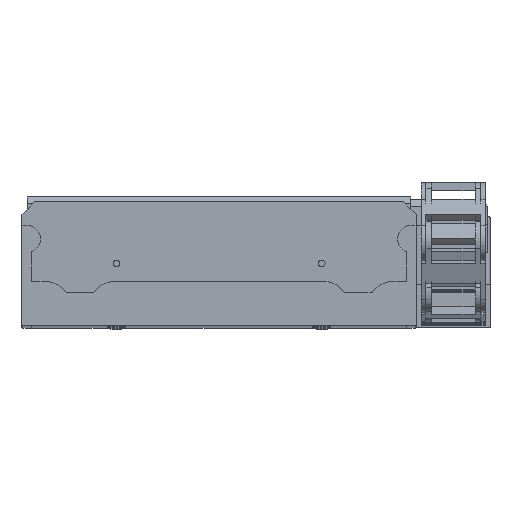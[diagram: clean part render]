
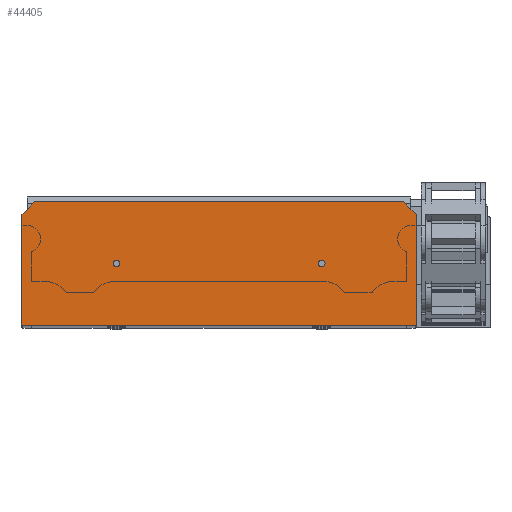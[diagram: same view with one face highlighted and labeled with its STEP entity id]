
A CAD part, top view. The second image highlights one B-rep face of the part: STEP entity #44405.
In plain terms, the highlighted planar face has unit normal (0, 0, 1).
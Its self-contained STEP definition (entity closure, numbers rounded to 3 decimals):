
#41 = CARTESIAN_POINT ( 'NONE',  ( -72., 40.8, 358.95 ) ) ;
#87 = DIRECTION ( 'NONE',  ( 0., 0., 1. ) ) ;
#543 = ORIENTED_EDGE ( 'NONE', *, *, #35730, .T. ) ;
#614 = DIRECTION ( 'NONE',  ( 1., 0., 0. ) ) ;
#2879 = FACE_BOUND ( 'NONE', #25661, .T. ) ;
#3131 = EDGE_CURVE ( 'NONE', #8754, #35757, #18675, .T. ) ;
#3503 = EDGE_LOOP ( 'NONE', ( #44831, #39041 ) ) ;
#5762 = ORIENTED_EDGE ( 'NONE', *, *, #7488, .F. ) ;
#5965 = EDGE_CURVE ( 'NONE', #15696, #9551, #42018, .T. ) ;
#6176 = VECTOR ( 'NONE', #614, 1000. ) ;
#6415 = VECTOR ( 'NONE', #29424, 1000. ) ;
#7157 = LINE ( 'NONE', #28950, #6415 ) ;
#7201 = ORIENTED_EDGE ( 'NONE', *, *, #47776, .T. ) ;
#7488 = EDGE_CURVE ( 'NONE', #10540, #15043, #15684, .T. ) ;
#7500 = CARTESIAN_POINT ( 'NONE',  ( -72., 0.3, 358.95 ) ) ;
#8034 = AXIS2_PLACEMENT_3D ( 'NONE', #35929, #36890, #9980 ) ;
#8754 = VERTEX_POINT ( 'NONE', #40321 ) ;
#9166 = EDGE_LOOP ( 'NONE', ( #543, #41745, #7201, #12823, #10871, #27168 ) ) ;
#9551 = VERTEX_POINT ( 'NONE', #33520 ) ;
#9980 = DIRECTION ( 'NONE',  ( 1., 0., 0. ) ) ;
#10540 = VERTEX_POINT ( 'NONE', #24650 ) ;
#10871 = ORIENTED_EDGE ( 'NONE', *, *, #29606, .T. ) ;
#11205 = VERTEX_POINT ( 'NONE', #47747 ) ;
#11296 = CARTESIAN_POINT ( 'NONE',  ( 37.5, 22.8, 358.95 ) ) ;
#11550 = DIRECTION ( 'NONE',  ( 0., -1., 0. ) ) ;
#12081 = CARTESIAN_POINT ( 'NONE',  ( 72., 0.3, 358.95 ) ) ;
#12233 = LINE ( 'NONE', #45488, #45643 ) ;
#12823 = ORIENTED_EDGE ( 'NONE', *, *, #3131, .T. ) ;
#13721 = LINE ( 'NONE', #43075, #47124 ) ;
#14838 = LINE ( 'NONE', #7500, #6176 ) ;
#15043 = VERTEX_POINT ( 'NONE', #34618 ) ;
#15234 = LINE ( 'NONE', #19170, #47442 ) ;
#15684 = CIRCLE ( 'NONE', #45338, 1.25 ) ;
#15696 = VERTEX_POINT ( 'NONE', #37628 ) ;
#16765 = EDGE_CURVE ( 'NONE', #11205, #19590, #13721, .T. ) ;
#17141 = CARTESIAN_POINT ( 'NONE',  ( -37.5, 22.8, 358.95 ) ) ;
#18675 = LINE ( 'NONE', #41, #33727 ) ;
#19170 = CARTESIAN_POINT ( 'NONE',  ( -72., 40.8, 358.95 ) ) ;
#19590 = VERTEX_POINT ( 'NONE', #36473 ) ;
#20961 = AXIS2_PLACEMENT_3D ( 'NONE', #28683, #43572, #38794 ) ;
#21022 = PLANE ( 'NONE',  #8034 ) ;
#21293 = CIRCLE ( 'NONE', #27541, 1.25 ) ;
#21875 = DIRECTION ( 'NONE',  ( 1., 0., 0. ) ) ;
#22001 = FACE_OUTER_BOUND ( 'NONE', #9166, .T. ) ;
#23894 = VERTEX_POINT ( 'NONE', #24386 ) ;
#24386 = CARTESIAN_POINT ( 'NONE',  ( -72., 0.3, 358.95 ) ) ;
#24650 = CARTESIAN_POINT ( 'NONE',  ( 36.25, 22.8, 358.95 ) ) ;
#24756 = DIRECTION ( 'NONE',  ( 1., 0., 0. ) ) ;
#24943 = FACE_BOUND ( 'NONE', #3503, .T. ) ;
#25509 = VERTEX_POINT ( 'NONE', #12081 ) ;
#25661 = EDGE_LOOP ( 'NONE', ( #35862, #5762 ) ) ;
#25979 = EDGE_CURVE ( 'NONE', #9551, #15696, #31370, .T. ) ;
#26025 = CARTESIAN_POINT ( 'NONE',  ( -72., 40.8, 358.95 ) ) ;
#26080 = CARTESIAN_POINT ( 'NONE',  ( 37.5, 22.8, 358.95 ) ) ;
#27168 = ORIENTED_EDGE ( 'NONE', *, *, #40927, .T. ) ;
#27541 = AXIS2_PLACEMENT_3D ( 'NONE', #11296, #47496, #21875 ) ;
#28683 = CARTESIAN_POINT ( 'NONE',  ( -37.5, 22.8, 358.95 ) ) ;
#28950 = CARTESIAN_POINT ( 'NONE',  ( 72., 40.8, 358.95 ) ) ;
#29424 = DIRECTION ( 'NONE',  ( 0., 1., 0. ) ) ;
#29606 = EDGE_CURVE ( 'NONE', #35757, #23894, #15234, .T. ) ;
#31370 = CIRCLE ( 'NONE', #37629, 1.25 ) ;
#33520 = CARTESIAN_POINT ( 'NONE',  ( -36.25, 22.8, 358.95 ) ) ;
#33727 = VECTOR ( 'NONE', #40686, 1000. ) ;
#34618 = CARTESIAN_POINT ( 'NONE',  ( 38.75, 22.8, 358.95 ) ) ;
#35729 = EDGE_CURVE ( 'NONE', #15043, #10540, #21293, .T. ) ;
#35730 = EDGE_CURVE ( 'NONE', #25509, #11205, #7157, .T. ) ;
#35757 = VERTEX_POINT ( 'NONE', #26025 ) ;
#35862 = ORIENTED_EDGE ( 'NONE', *, *, #35729, .F. ) ;
#35929 = CARTESIAN_POINT ( 'NONE',  ( 0., 0., 358.95 ) ) ;
#36252 = DIRECTION ( 'NONE',  ( -0.707, 0.707, 0. ) ) ;
#36473 = CARTESIAN_POINT ( 'NONE',  ( 67.5, 45.3, 358.95 ) ) ;
#36890 = DIRECTION ( 'NONE',  ( 0., 0., 1. ) ) ;
#37628 = CARTESIAN_POINT ( 'NONE',  ( -38.75, 22.8, 358.95 ) ) ;
#37629 = AXIS2_PLACEMENT_3D ( 'NONE', #17141, #43304, #24756 ) ;
#38794 = DIRECTION ( 'NONE',  ( 1., 0., 0. ) ) ;
#39041 = ORIENTED_EDGE ( 'NONE', *, *, #5965, .F. ) ;
#40321 = CARTESIAN_POINT ( 'NONE',  ( -67.5, 45.3, 358.95 ) ) ;
#40686 = DIRECTION ( 'NONE',  ( -0.707, -0.707, 0. ) ) ;
#40927 = EDGE_CURVE ( 'NONE', #23894, #25509, #14838, .T. ) ;
#41745 = ORIENTED_EDGE ( 'NONE', *, *, #16765, .T. ) ;
#42018 = CIRCLE ( 'NONE', #20961, 1.25 ) ;
#43075 = CARTESIAN_POINT ( 'NONE',  ( 67.5, 45.3, 358.95 ) ) ;
#43304 = DIRECTION ( 'NONE',  ( 0., 0., 1. ) ) ;
#43572 = DIRECTION ( 'NONE',  ( 0., 0., 1. ) ) ;
#44377 = DIRECTION ( 'NONE',  ( 1., 0., 0. ) ) ;
#44405 = ADVANCED_FACE ( 'NONE', ( #24943, #2879, #22001 ), #21022, .T. ) ;
#44831 = ORIENTED_EDGE ( 'NONE', *, *, #25979, .F. ) ;
#44997 = DIRECTION ( 'NONE',  ( -1., 0., 0. ) ) ;
#45338 = AXIS2_PLACEMENT_3D ( 'NONE', #26080, #87, #44377 ) ;
#45488 = CARTESIAN_POINT ( 'NONE',  ( -67.5, 45.3, 358.95 ) ) ;
#45643 = VECTOR ( 'NONE', #44997, 1000. ) ;
#47124 = VECTOR ( 'NONE', #36252, 1000. ) ;
#47442 = VECTOR ( 'NONE', #11550, 1000. ) ;
#47496 = DIRECTION ( 'NONE',  ( 0., 0., 1. ) ) ;
#47747 = CARTESIAN_POINT ( 'NONE',  ( 72., 40.8, 358.95 ) ) ;
#47776 = EDGE_CURVE ( 'NONE', #19590, #8754, #12233, .T. ) ;
